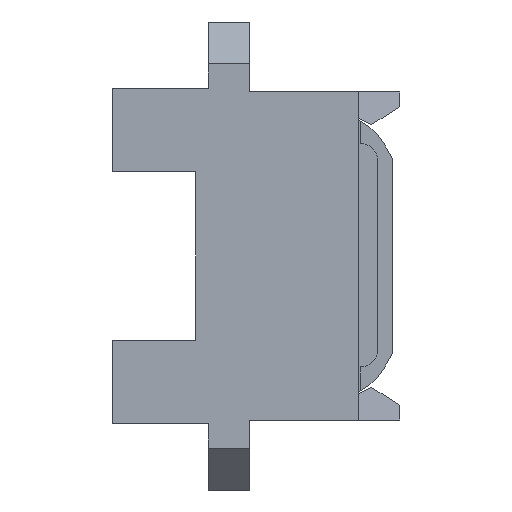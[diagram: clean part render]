
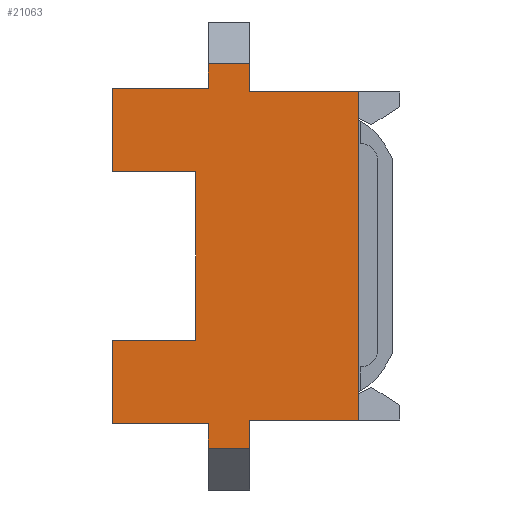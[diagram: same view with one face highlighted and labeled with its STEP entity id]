
A CAD part, left-side view. The second image highlights one B-rep face of the part: STEP entity #21063.
In plain terms, the highlighted planar face has unit normal (-1, 0, 0).
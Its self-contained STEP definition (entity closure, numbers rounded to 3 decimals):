
#3560=FACE_OUTER_BOUND('',#4725,.T.);
#4725=EDGE_LOOP('',(#19575,#19576,#19577,#19578,#19579,#19580,#19581,#19582,
#19583,#19584,#19585,#19586,#19587,#19588,#19589,#19590));
#6154=LINE('',#42585,#7735);
#6162=LINE('',#42601,#7743);
#6165=LINE('',#42608,#7746);
#6183=LINE('',#42644,#7764);
#6192=LINE('',#42662,#7773);
#6221=LINE('',#42719,#7802);
#6223=LINE('',#42725,#7804);
#6236=LINE('',#42749,#7817);
#6237=LINE('',#42750,#7818);
#6240=LINE('',#42756,#7821);
#6244=LINE('',#42764,#7825);
#6248=LINE('',#42771,#7829);
#6262=LINE('',#42800,#7843);
#6263=LINE('',#42801,#7844);
#6303=LINE('',#42910,#7884);
#6306=LINE('',#42917,#7887);
#7735=VECTOR('',#24185,10.);
#7743=VECTOR('',#24197,10.);
#7746=VECTOR('',#24202,10.);
#7764=VECTOR('',#24230,10.);
#7773=VECTOR('',#24241,10.);
#7802=VECTOR('',#24284,10.);
#7804=VECTOR('',#24288,10.);
#7817=VECTOR('',#24307,10.);
#7818=VECTOR('',#24308,10.);
#7821=VECTOR('',#24313,10.);
#7825=VECTOR('',#24319,10.);
#7829=VECTOR('',#24325,10.);
#7843=VECTOR('',#24357,10.);
#7844=VECTOR('',#24358,10.);
#7884=VECTOR('',#24478,10.);
#7887=VECTOR('',#24489,10.);
#9900=VERTEX_POINT('',#42582);
#9901=VERTEX_POINT('',#42584);
#9906=VERTEX_POINT('',#42598);
#9907=VERTEX_POINT('',#42600);
#9908=VERTEX_POINT('',#42604);
#9910=VERTEX_POINT('',#42607);
#9923=VERTEX_POINT('',#42643);
#9931=VERTEX_POINT('',#42661);
#9946=VERTEX_POINT('',#42706);
#9952=VERTEX_POINT('',#42717);
#9954=VERTEX_POINT('',#42722);
#9955=VERTEX_POINT('',#42724);
#9965=VERTEX_POINT('',#42755);
#9968=VERTEX_POINT('',#42762);
#9970=VERTEX_POINT('',#42769);
#10005=VERTEX_POINT('',#42908);
#13032=EDGE_CURVE('',#9900,#9901,#6154,.T.);
#13040=EDGE_CURVE('',#9906,#9907,#6162,.T.);
#13043=EDGE_CURVE('',#9910,#9908,#6165,.T.);
#13061=EDGE_CURVE('',#9910,#9923,#6183,.T.);
#13070=EDGE_CURVE('',#9931,#9923,#6192,.T.);
#13099=EDGE_CURVE('',#9946,#9952,#6221,.T.);
#13101=EDGE_CURVE('',#9954,#9955,#6223,.T.);
#13114=EDGE_CURVE('',#9900,#9931,#6236,.T.);
#13115=EDGE_CURVE('',#9908,#9907,#6237,.T.);
#13118=EDGE_CURVE('',#9955,#9965,#6240,.T.);
#13122=EDGE_CURVE('',#9968,#9952,#6244,.T.);
#13126=EDGE_CURVE('',#9970,#9968,#6248,.T.);
#13142=EDGE_CURVE('',#9946,#9906,#6262,.T.);
#13143=EDGE_CURVE('',#9954,#9901,#6263,.T.);
#13197=EDGE_CURVE('',#10005,#9970,#6303,.T.);
#13200=EDGE_CURVE('',#10005,#9965,#6306,.T.);
#19575=ORIENTED_EDGE('',*,*,#13115,.T.);
#19576=ORIENTED_EDGE('',*,*,#13040,.F.);
#19577=ORIENTED_EDGE('',*,*,#13142,.F.);
#19578=ORIENTED_EDGE('',*,*,#13099,.T.);
#19579=ORIENTED_EDGE('',*,*,#13122,.F.);
#19580=ORIENTED_EDGE('',*,*,#13126,.F.);
#19581=ORIENTED_EDGE('',*,*,#13197,.F.);
#19582=ORIENTED_EDGE('',*,*,#13200,.T.);
#19583=ORIENTED_EDGE('',*,*,#13118,.F.);
#19584=ORIENTED_EDGE('',*,*,#13101,.F.);
#19585=ORIENTED_EDGE('',*,*,#13143,.T.);
#19586=ORIENTED_EDGE('',*,*,#13032,.F.);
#19587=ORIENTED_EDGE('',*,*,#13114,.T.);
#19588=ORIENTED_EDGE('',*,*,#13070,.T.);
#19589=ORIENTED_EDGE('',*,*,#13061,.F.);
#19590=ORIENTED_EDGE('',*,*,#13043,.T.);
#19943=PLANE('',#21681);
#21063=ADVANCED_FACE('',(#3560),#19943,.T.);
#21681=AXIS2_PLACEMENT_3D('',#42919,#24492,#24493);
#24185=DIRECTION('',(0.,1.,0.));
#24197=DIRECTION('',(0.,-1.,0.));
#24202=DIRECTION('',(0.,1.,0.));
#24230=DIRECTION('',(0.,0.,-1.));
#24241=DIRECTION('',(0.,-1.,0.));
#24284=DIRECTION('',(0.,1.,0.));
#24288=DIRECTION('',(0.,1.,0.));
#24307=DIRECTION('',(0.,0.,1.));
#24308=DIRECTION('',(0.,0.,1.));
#24313=DIRECTION('',(0.,0.,1.));
#24319=DIRECTION('',(0.,0.,1.));
#24325=DIRECTION('',(0.,1.,0.));
#24357=DIRECTION('',(0.,0.,1.));
#24358=DIRECTION('',(0.,0.,-1.));
#24478=DIRECTION('',(0.,0.,1.));
#24489=DIRECTION('',(0.,1.,0.));
#24492=DIRECTION('center_axis',(-1.,0.,0.));
#24493=DIRECTION('ref_axis',(0.,0.,-1.));
#42582=CARTESIAN_POINT('',(-5.3,15.4,-23.1));
#42584=CARTESIAN_POINT('',(-5.3,20.4,-23.1));
#42585=CARTESIAN_POINT('',(-5.3,20.4,-23.1));
#42598=CARTESIAN_POINT('',(-5.3,20.4,23.1));
#42600=CARTESIAN_POINT('',(-5.3,15.4,23.1));
#42601=CARTESIAN_POINT('',(-5.3,19.15,23.1));
#42604=CARTESIAN_POINT('',(-5.3,15.4,19.7));
#42607=CARTESIAN_POINT('',(-5.3,2.4,19.7));
#42608=CARTESIAN_POINT('',(-5.3,20.4,19.7));
#42643=CARTESIAN_POINT('',(-5.3,2.4,-19.7));
#42644=CARTESIAN_POINT('',(-5.3,2.4,10.05));
#42661=CARTESIAN_POINT('',(-5.3,15.4,-19.7));
#42662=CARTESIAN_POINT('',(-5.3,13.4,-19.7));
#42706=CARTESIAN_POINT('',(-5.3,20.4,20.1));
#42717=CARTESIAN_POINT('',(-5.3,31.9,20.1));
#42719=CARTESIAN_POINT('',(-5.3,21.525,20.1));
#42722=CARTESIAN_POINT('',(-5.3,20.4,-20.1));
#42724=CARTESIAN_POINT('',(-5.3,31.9,-20.1));
#42725=CARTESIAN_POINT('',(-5.3,20.4,-20.1));
#42749=CARTESIAN_POINT('',(-5.3,15.4,0.));
#42750=CARTESIAN_POINT('',(-5.3,15.4,20.1));
#42755=CARTESIAN_POINT('',(-5.3,31.9,-10.1));
#42756=CARTESIAN_POINT('',(-5.3,31.9,-10.05));
#42762=CARTESIAN_POINT('',(-5.3,31.9,10.1));
#42764=CARTESIAN_POINT('',(-5.3,31.9,5.05));
#42769=CARTESIAN_POINT('',(-5.3,21.9,10.1));
#42771=CARTESIAN_POINT('',(-5.3,21.9,10.1));
#42800=CARTESIAN_POINT('',(-5.3,20.4,20.1));
#42801=CARTESIAN_POINT('',(-5.3,20.4,-20.1));
#42908=CARTESIAN_POINT('',(-5.3,21.9,-10.1));
#42910=CARTESIAN_POINT('',(-5.3,21.9,-20.1));
#42917=CARTESIAN_POINT('',(-5.3,21.9,-10.1));
#42919=CARTESIAN_POINT('Origin',(-5.3,20.4,20.1));
